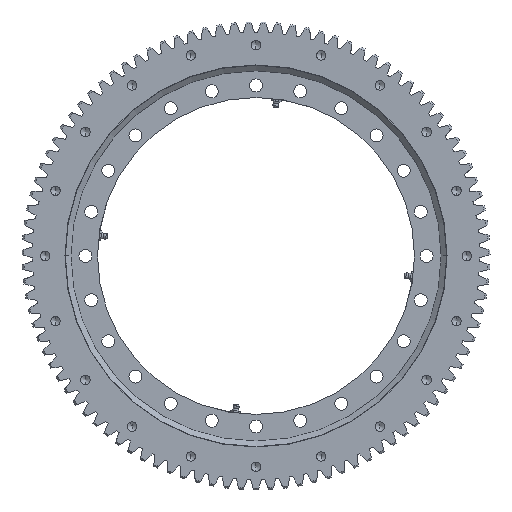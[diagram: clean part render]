
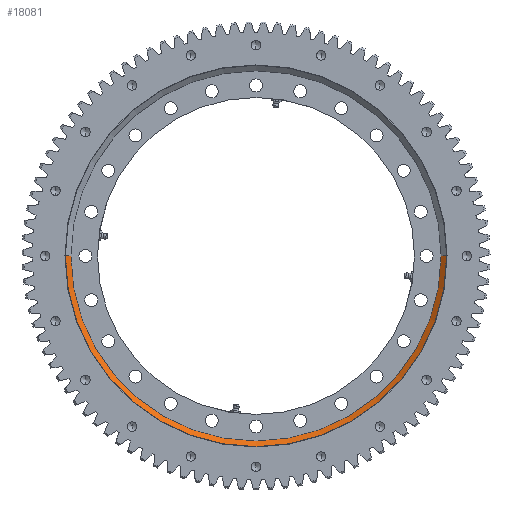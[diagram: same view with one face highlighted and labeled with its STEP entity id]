
A CAD part, front view. The second image highlights one B-rep face of the part: STEP entity #18081.
In plain terms, the highlighted conical face has half-angle 49.914 degrees and reference radius 205.75 mm.
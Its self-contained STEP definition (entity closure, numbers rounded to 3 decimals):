
#947 = EDGE_CURVE ( 'NONE', #7437, #13947, #8492, .T. ) ;
#1591 = DIRECTION ( 'NONE',  ( 0.765, -0.644, 0. ) ) ;
#1777 = ORIENTED_EDGE ( 'NONE', *, *, #16985, .T. ) ;
#2733 = VERTEX_POINT ( 'NONE', #28833 ) ;
#2895 = DIRECTION ( 'NONE',  ( -0.765, -0.644, 0. ) ) ;
#4574 = CONICAL_SURFACE ( 'NONE', #16741, 205.75, 0.871 ) ;
#4646 = AXIS2_PLACEMENT_3D ( 'NONE', #23011, #9536, #25277 ) ;
#7086 = DIRECTION ( 'NONE',  ( 0., -1., 0. ) ) ;
#7437 = VERTEX_POINT ( 'NONE', #24773 ) ;
#8492 = CIRCLE ( 'NONE', #25737, 199.75 ) ;
#8575 = EDGE_LOOP ( 'NONE', ( #9406, #1777, #23790, #17499 ) ) ;
#8726 = DIRECTION ( 'NONE',  ( -1., 0., 0. ) ) ;
#9406 = ORIENTED_EDGE ( 'NONE', *, *, #947, .T. ) ;
#9536 = DIRECTION ( 'NONE',  ( 0., 1., 0. ) ) ;
#11034 = CIRCLE ( 'NONE', #4646, 205.75 ) ;
#13789 = CARTESIAN_POINT ( 'NONE',  ( 0., -23.05, 0. ) ) ;
#13947 = VERTEX_POINT ( 'NONE', #19597 ) ;
#14214 = EDGE_CURVE ( 'NONE', #2733, #27611, #11034, .T. ) ;
#15153 = EDGE_CURVE ( 'NONE', #7437, #2733, #15570, .T. ) ;
#15570 = LINE ( 'NONE', #28596, #20090 ) ;
#16741 = AXIS2_PLACEMENT_3D ( 'NONE', #13789, #7086, #22838 ) ;
#16985 = EDGE_CURVE ( 'NONE', #13947, #27611, #27796, .T. ) ;
#17499 = ORIENTED_EDGE ( 'NONE', *, *, #15153, .F. ) ;
#17860 = DIRECTION ( 'NONE',  ( 0., 1., 0. ) ) ;
#18081 = ADVANCED_FACE ( 'NONE', ( #29284 ), #4574, .F. ) ;
#19597 = CARTESIAN_POINT ( 'NONE',  ( -199.75, -18., 0. ) ) ;
#19937 = CARTESIAN_POINT ( 'NONE',  ( 0., -18., 0. ) ) ;
#20090 = VECTOR ( 'NONE', #1591, 1000. ) ;
#20959 = CARTESIAN_POINT ( 'NONE',  ( -205.75, -23.05, 0. ) ) ;
#21803 = VECTOR ( 'NONE', #2895, 1000. ) ;
#22838 = DIRECTION ( 'NONE',  ( 1., 0., 0. ) ) ;
#23011 = CARTESIAN_POINT ( 'NONE',  ( 0., -23.05, 0. ) ) ;
#23790 = ORIENTED_EDGE ( 'NONE', *, *, #14214, .F. ) ;
#24773 = CARTESIAN_POINT ( 'NONE',  ( 199.75, -18., 0. ) ) ;
#24795 = CARTESIAN_POINT ( 'NONE',  ( -205.75, -23.05, 0. ) ) ;
#25277 = DIRECTION ( 'NONE',  ( -1., 0., 0. ) ) ;
#25737 = AXIS2_PLACEMENT_3D ( 'NONE', #19937, #17860, #8726 ) ;
#27611 = VERTEX_POINT ( 'NONE', #24795 ) ;
#27796 = LINE ( 'NONE', #20959, #21803 ) ;
#28596 = CARTESIAN_POINT ( 'NONE',  ( 205.75, -23.05, 0. ) ) ;
#28833 = CARTESIAN_POINT ( 'NONE',  ( 205.75, -23.05, 0. ) ) ;
#29284 = FACE_OUTER_BOUND ( 'NONE', #8575, .T. ) ;
